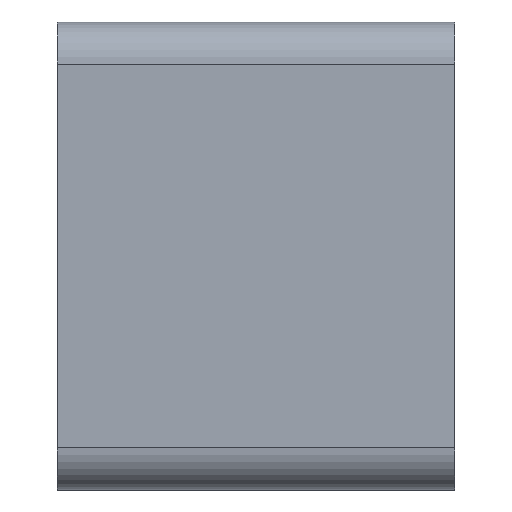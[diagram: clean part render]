
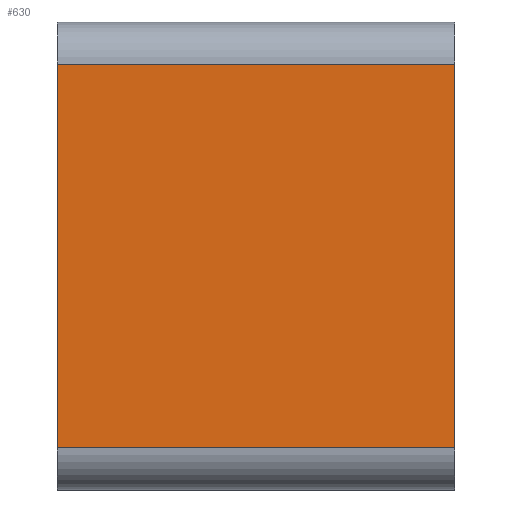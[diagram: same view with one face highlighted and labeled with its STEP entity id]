
A CAD part, left-side view. The second image highlights one B-rep face of the part: STEP entity #630.
In plain terms, the highlighted planar face has unit normal (-1, 0, 0).
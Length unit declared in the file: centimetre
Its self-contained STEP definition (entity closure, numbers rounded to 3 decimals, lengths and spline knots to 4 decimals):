
#72=FACE_OUTER_BOUND($,#122,.T.);
#122=EDGE_LOOP($,(#569,#570,#571,#572));
#192=LINE($,#993,#252);
#197=LINE($,#1007,#257);
#204=LINE($,#1023,#264);
#206=LINE($,#1027,#266);
#252=VECTOR($,#809,8.2);
#257=VECTOR($,#820,8.2);
#264=VECTOR($,#837,8.5);
#266=VECTOR($,#843,8.5);
#314=VERTEX_POINT($,#990);
#315=VERTEX_POINT($,#992);
#320=VERTEX_POINT($,#1004);
#321=VERTEX_POINT($,#1006);
#389=EDGE_CURVE($,#315,#314,#192,.T.);
#396=EDGE_CURVE($,#321,#320,#197,.T.);
#405=EDGE_CURVE($,#321,#314,#204,.T.);
#407=EDGE_CURVE($,#315,#320,#206,.T.);
#569=ORIENTED_EDGE($,*,*,#405,.F.);
#570=ORIENTED_EDGE($,*,*,#396,.T.);
#571=ORIENTED_EDGE($,*,*,#407,.F.);
#572=ORIENTED_EDGE($,*,*,#389,.T.);
#598=PLANE($,#689);
#630=ADVANCED_FACE($,(#72),#598,.F.);
#689=AXIS2_PLACEMENT_3D($,#1040,#860,#861);
#809=DIRECTION($,(0.,0.,1.));
#820=DIRECTION($,(0.,0.,-1.));
#837=DIRECTION($,(0.,-1.,0.));
#843=DIRECTION($,(0.,1.,0.));
#860=DIRECTION('center_axis',(1.,0.,0.));
#861=DIRECTION('ref_axis',(0.,0.,-1.));
#990=CARTESIAN_POINT('',(-11.5,8.25,9.1));
#992=CARTESIAN_POINT('',(-11.5,8.25,0.9));
#993=CARTESIAN_POINT($,(-11.5,8.25,0.));
#1004=CARTESIAN_POINT('',(-11.5,16.75,0.9));
#1006=CARTESIAN_POINT('',(-11.5,16.75,9.1));
#1007=CARTESIAN_POINT($,(-11.5,16.75,10.));
#1023=CARTESIAN_POINT($,(-11.5,14.625,9.1));
#1027=CARTESIAN_POINT($,(-11.5,12.5,0.9));
#1040=CARTESIAN_POINT('Origin',(-11.5,12.5,0.2));
